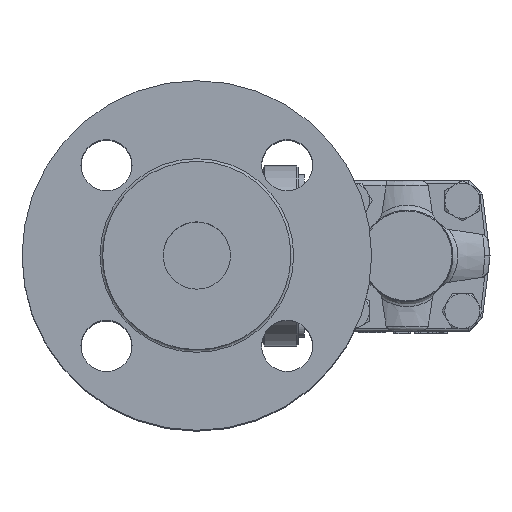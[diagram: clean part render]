
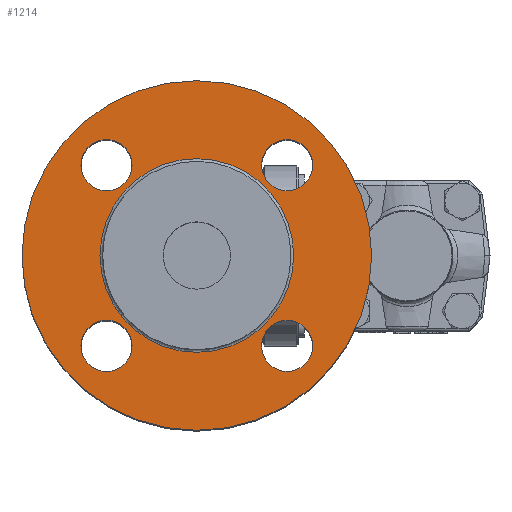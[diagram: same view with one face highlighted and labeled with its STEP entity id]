
A CAD part, top view. The second image highlights one B-rep face of the part: STEP entity #1214.
In plain terms, the highlighted planar face has unit normal (0, 0, 1).
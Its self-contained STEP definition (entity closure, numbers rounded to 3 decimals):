
#1068=CARTESIAN_POINT('',(-13.2,0.0,90.5));
#1069=VERTEX_POINT('',#1068);
#1070=CARTESIAN_POINT('',(-78.2,0.0,90.5));
#1071=DIRECTION('',(0.0,0.0,1.0));
#1072=DIRECTION('',(1.0,0.0,0.0));
#1073=AXIS2_PLACEMENT_3D('',#1070,#1071,#1072);
#1074=CIRCLE('',#1073,65.0);
#1075=EDGE_CURVE('',#1069,#1069,#1074,.T.);
#1136=CARTESIAN_POINT('',(-42.2,0.0,90.5));
#1137=VERTEX_POINT('',#1136);
#1138=CARTESIAN_POINT('',(-78.2,0.0,90.5));
#1139=DIRECTION('',(0.,0.,1.0));
#1140=DIRECTION('',(-1.0,0.,0.));
#1141=AXIS2_PLACEMENT_3D('',#1138,#1139,#1140);
#1142=CIRCLE('',#1141,36.);
#1143=EDGE_CURVE('',#1137,#1137,#1142,.T.);
#1159=CARTESIAN_POINT('',(-28.2,0.0,90.5));
#1160=DIRECTION('',(0.,0.0,1.0));
#1161=DIRECTION('',(1.0,0.0,0.));
#1162=AXIS2_PLACEMENT_3D('',#1159,#1160,#1161);
#1163=PLANE('',#1162);
#1164=ORIENTED_EDGE('',*,*,#1075,.T.);
#1165=EDGE_LOOP('',(#1164));
#1166=FACE_OUTER_BOUND('',#1165,.T.);
#1167=CARTESIAN_POINT('',(-35.112,33.588,90.5));
#1168=VERTEX_POINT('',#1167);
#1169=CARTESIAN_POINT('',(-44.612,33.588,90.5));
#1170=DIRECTION('',(0.,0.0,-1.0));
#1171=DIRECTION('',(1.0,0.0,0.));
#1172=AXIS2_PLACEMENT_3D('',#1169,#1170,#1171);
#1173=CIRCLE('',#1172,9.5);
#1174=EDGE_CURVE('',#1168,#1168,#1173,.T.);
#1175=ORIENTED_EDGE('',*,*,#1174,.T.);
#1176=EDGE_LOOP('',(#1175));
#1177=FACE_BOUND('',#1176,.T.);
#1178=CARTESIAN_POINT('',(-111.788,43.088,90.5));
#1179=VERTEX_POINT('',#1178);
#1180=CARTESIAN_POINT('',(-111.788,33.588,90.5));
#1181=DIRECTION('',(0.,0.,-1.0));
#1182=DIRECTION('',(0.,1.0,0.));
#1183=AXIS2_PLACEMENT_3D('',#1180,#1181,#1182);
#1184=CIRCLE('',#1183,9.5);
#1185=EDGE_CURVE('',#1179,#1179,#1184,.T.);
#1186=ORIENTED_EDGE('',*,*,#1185,.T.);
#1187=EDGE_LOOP('',(#1186));
#1188=FACE_BOUND('',#1187,.T.);
#1189=CARTESIAN_POINT('',(-121.288,-33.588,90.5));
#1190=VERTEX_POINT('',#1189);
#1191=CARTESIAN_POINT('',(-111.788,-33.588,90.5));
#1192=DIRECTION('',(0.,0.,-1.0));
#1193=DIRECTION('',(-1.0,0.,0.));
#1194=AXIS2_PLACEMENT_3D('',#1191,#1192,#1193);
#1195=CIRCLE('',#1194,9.5);
#1196=EDGE_CURVE('',#1190,#1190,#1195,.T.);
#1197=ORIENTED_EDGE('',*,*,#1196,.T.);
#1198=EDGE_LOOP('',(#1197));
#1199=FACE_BOUND('',#1198,.T.);
#1200=CARTESIAN_POINT('',(-44.612,-43.088,90.5));
#1201=VERTEX_POINT('',#1200);
#1202=CARTESIAN_POINT('',(-44.612,-33.588,90.5));
#1203=DIRECTION('',(0.,0.,-1.0));
#1204=DIRECTION('',(0.,-1.0,0.));
#1205=AXIS2_PLACEMENT_3D('',#1202,#1203,#1204);
#1206=CIRCLE('',#1205,9.5);
#1207=EDGE_CURVE('',#1201,#1201,#1206,.T.);
#1208=ORIENTED_EDGE('',*,*,#1207,.T.);
#1209=EDGE_LOOP('',(#1208));
#1210=FACE_BOUND('',#1209,.T.);
#1211=ORIENTED_EDGE('',*,*,#1143,.F.);
#1212=EDGE_LOOP('',(#1211));
#1213=FACE_BOUND('',#1212,.T.);
#1214=ADVANCED_FACE('',(#1166,#1177,#1188,#1199,#1210,#1213),#1163,.T.);
